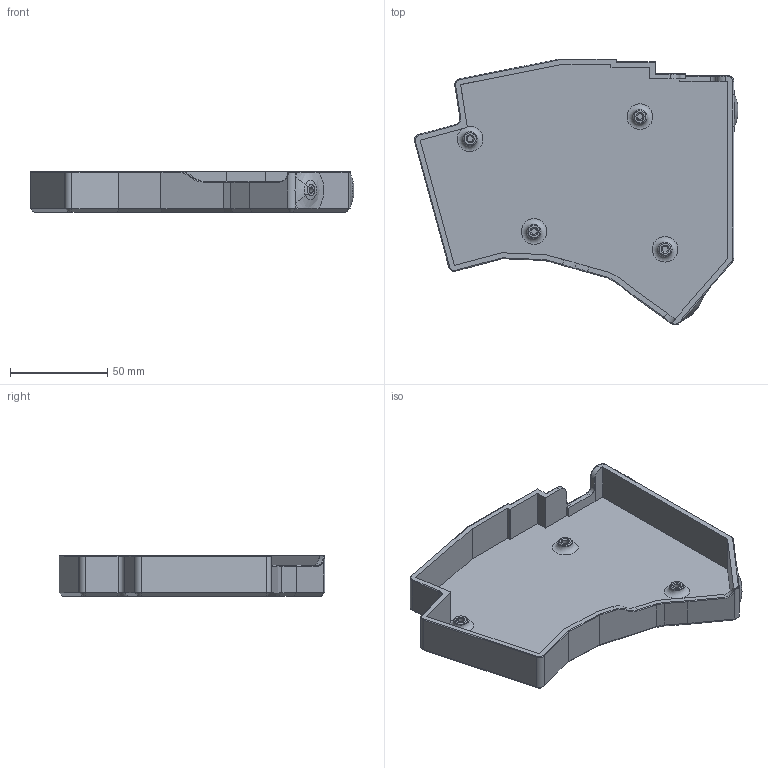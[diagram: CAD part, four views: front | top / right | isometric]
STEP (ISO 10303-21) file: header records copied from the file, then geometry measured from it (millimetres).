
FILE_DESCRIPTION(/* description */ ('KiCad electronic assembly'),/* implementation_level */ '2;1');
FILE_NAME(/* name */ 'Phanny L CASE Cutout.step',/* time_stamp */ '2025-12-30T12:35:29-08:00',/* author */ (''),/* organization */ (''),/* preprocessor_version */ 'ST-DEVELOPER v20.1',/* originating_system */ 'Autodesk Translation Framework v14.21.0.0',/* authorisation */ '');
FILE_SCHEMA (('AUTOMOTIVE_DESIGN { 1 0 10303 214 3 1 1 }'));
Length unit declared in the file: millimetre
Products named in the file (1): both PlatesCOMp 1
Bounding box: 166.22 x 136.72 x 21 mm (x, y, z)
Volume: 61294.1 mm3; surface area: 53021.8 mm2
Topology: 1 solids, 1 shells, 315 faces, 805 edges, 509 vertices
Faces by surface type: plane 140, bspline 95, cylinder 47, torus 18, cone 15
Full cylindrical faces by diameter (mm): 3.15 x6, 7.15 x4
Entity records: 10621 total; most frequent: CARTESIAN_POINT 3531, ORIENTED_EDGE 1610, DIRECTION 1207, EDGE_CURVE 805, VERTEX_POINT 509, LINE 469, VECTOR 469, AXIS2_PLACEMENT_3D 369
